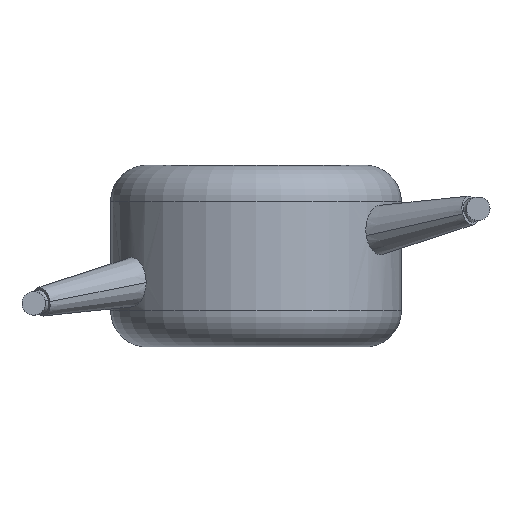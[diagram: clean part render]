
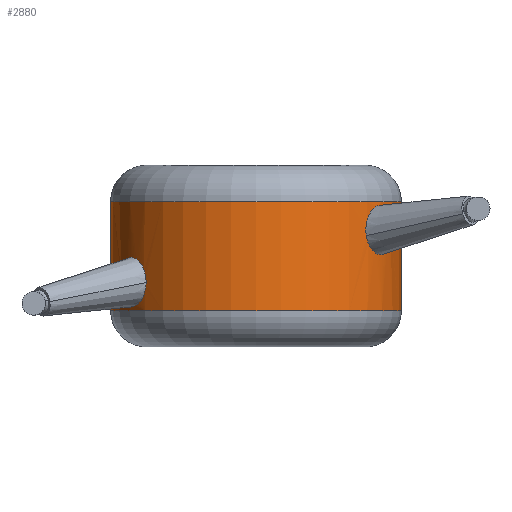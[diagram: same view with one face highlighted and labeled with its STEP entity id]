
A CAD part, front view. The second image highlights one B-rep face of the part: STEP entity #2880.
In plain terms, the highlighted cylindrical face has radius 4 mm (diameter 8 mm), a partial arc.
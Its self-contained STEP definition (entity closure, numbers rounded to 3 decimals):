
#1 = CARTESIAN_POINT ( 'NONE',  ( 3.047, -2.591, 2.974 ) ) ;
#15 = DIRECTION ( 'NONE',  ( 0., 0., -1. ) ) ;
#81 = CARTESIAN_POINT ( 'NONE',  ( -3.717, -1.478, 1.615 ) ) ;
#214 = CARTESIAN_POINT ( 'NONE',  ( 3.18, -2.428, 2.684 ) ) ;
#226 = CARTESIAN_POINT ( 'NONE',  ( 3.727, -1.453, 3.196 ) ) ;
#244 = FACE_OUTER_BOUND ( 'NONE', #796, .T. ) ;
#257 = CARTESIAN_POINT ( 'NONE',  ( 3.557, -1.831, 3.84 ) ) ;
#260 = AXIS2_PLACEMENT_3D ( 'NONE', #3470, #15, #3502 ) ;
#263 = DIRECTION ( 'NONE',  ( -1., 0., 0. ) ) ;
#276 = CARTESIAN_POINT ( 'NONE',  ( 4., 0., 4. ) ) ;
#335 = B_SPLINE_CURVE_WITH_KNOTS ( 'NONE', 3,
 ( #1722, #3676, #838, #257, #3726, #2033, #3377, #3165, #3507, #1489, #1499, #1197 ),
 .UNSPECIFIED., .F., .F.,
 ( 4, 2, 2, 2, 2, 4 ),
 ( 0.002, 0.002, 0.003, 0.003, 0.003, 0.004 ),
 .UNSPECIFIED. ) ;
#342 = CARTESIAN_POINT ( 'NONE',  ( -3.074, -2.563, 1.422 ) ) ;
#368 = CARTESIAN_POINT ( 'NONE',  ( -3.023, -2.62, 1.774 ) ) ;
#393 = EDGE_CURVE ( 'NONE', #1928, #1989, #1152, .T. ) ;
#424 = CARTESIAN_POINT ( 'NONE',  ( -3.223, -2.372, 2.386 ) ) ;
#445 = CARTESIAN_POINT ( 'NONE',  ( -4., 0., 5. ) ) ;
#450 = CARTESIAN_POINT ( 'NONE',  ( -3.021, -2.622, 1.953 ) ) ;
#632 = EDGE_CURVE ( 'NONE', #1111, #1928, #3177, .T. ) ;
#643 = CARTESIAN_POINT ( 'NONE',  ( -3.725, -1.459, 1.792 ) ) ;
#655 = CARTESIAN_POINT ( 'NONE',  ( -3.025, -2.618, 1.597 ) ) ;
#690 = CARTESIAN_POINT ( 'NONE',  ( 3.072, -2.563, 2.892 ) ) ;
#796 = EDGE_LOOP ( 'NONE', ( #3025, #1625, #2290, #3657 ) ) ;
#838 = CARTESIAN_POINT ( 'NONE',  ( 3.657, -1.628, 3.697 ) ) ;
#856 = EDGE_LOOP ( 'NONE', ( #2639, #1335 ) ) ;
#922 = CARTESIAN_POINT ( 'NONE',  ( -3.671, -1.589, 1.377 ) ) ;
#933 = VERTEX_POINT ( 'NONE', #3509 ) ;
#961 = CARTESIAN_POINT ( 'NONE',  ( 3.588, -1.777, 2.593 ) ) ;
#969 = DIRECTION ( 'NONE',  ( 0., 0., 1. ) ) ;
#974 = CARTESIAN_POINT ( 'NONE',  ( 4., 0., 5. ) ) ;
#994 = CARTESIAN_POINT ( 'NONE',  ( 4., 0., 1. ) ) ;
#996 = CYLINDRICAL_SURFACE ( 'NONE', #1658, 4. ) ;
#1111 = VERTEX_POINT ( 'NONE', #3102 ) ;
#1119 = CARTESIAN_POINT ( 'NONE',  ( -3.693, -1.537, 2.136 ) ) ;
#1143 = CIRCLE ( 'NONE', #260, 4. ) ;
#1148 = EDGE_CURVE ( 'NONE', #2834, #1111, #1143, .T. ) ;
#1152 = CIRCLE ( 'NONE', #3188, 4. ) ;
#1189 = CARTESIAN_POINT ( 'NONE',  ( 3.315, -2.244, 2.544 ) ) ;
#1197 = CARTESIAN_POINT ( 'NONE',  ( 3.034, -2.606, 3.062 ) ) ;
#1335 = ORIENTED_EDGE ( 'NONE', *, *, #2415, .F. ) ;
#1385 = FACE_BOUND ( 'NONE', #3022, .T. ) ;
#1396 = CARTESIAN_POINT ( 'NONE',  ( 3.725, -1.459, 3.288 ) ) ;
#1409 = CARTESIAN_POINT ( 'NONE',  ( -3.725, -1.459, 1.792 ) ) ;
#1450 = EDGE_CURVE ( 'NONE', #2838, #933, #3381, .T. ) ;
#1489 = CARTESIAN_POINT ( 'NONE',  ( 3.029, -2.614, 3.423 ) ) ;
#1499 = CARTESIAN_POINT ( 'NONE',  ( 3.008, -2.637, 3.236 ) ) ;
#1539 = CARTESIAN_POINT ( 'NONE',  ( -3.333, -2.218, 1.098 ) ) ;
#1563 = CARTESIAN_POINT ( 'NONE',  ( -3.069, -2.568, 2.132 ) ) ;
#1624 = VERTEX_POINT ( 'NONE', #3549 ) ;
#1625 = ORIENTED_EDGE ( 'NONE', *, *, #1148, .T. ) ;
#1658 = AXIS2_PLACEMENT_3D ( 'NONE', #3448, #2314, #263 ) ;
#1670 = CARTESIAN_POINT ( 'NONE',  ( -3.673, -1.584, 2.212 ) ) ;
#1722 = CARTESIAN_POINT ( 'NONE',  ( 3.716, -1.48, 3.374 ) ) ;
#1812 = CARTESIAN_POINT ( 'NONE',  ( -3.517, -1.914, 1.107 ) ) ;
#1834 = CARTESIAN_POINT ( 'NONE',  ( 0., 0., 1. ) ) ;
#1866 = CARTESIAN_POINT ( 'NONE',  ( 3.707, -1.504, 2.933 ) ) ;
#1874 = CARTESIAN_POINT ( 'NONE',  ( -3.023, -2.62, 1.774 ) ) ;
#1928 = VERTEX_POINT ( 'NONE', #3234 ) ;
#1958 = DIRECTION ( 'NONE',  ( 0., 0., -1. ) ) ;
#1989 = VERTEX_POINT ( 'NONE', #994 ) ;
#2033 = CARTESIAN_POINT ( 'NONE',  ( 3.431, -2.058, 3.903 ) ) ;
#2064 = EDGE_CURVE ( 'NONE', #2834, #1989, #2246, .T. ) ;
#2097 = CARTESIAN_POINT ( 'NONE',  ( 3.716, -1.48, 3.374 ) ) ;
#2105 = CARTESIAN_POINT ( 'NONE',  ( -3.691, -1.543, 1.451 ) ) ;
#2119 = DIRECTION ( 'NONE',  ( 0., 0., -1. ) ) ;
#2133 = CARTESIAN_POINT ( 'NONE',  ( -3.23, -2.363, 1.169 ) ) ;
#2143 = EDGE_CURVE ( 'NONE', #933, #2838, #2992, .T. ) ;
#2164 = VERTEX_POINT ( 'NONE', #2097 ) ;
#2190 = CARTESIAN_POINT ( 'NONE',  ( 3.034, -2.606, 3.062 ) ) ;
#2246 = LINE ( 'NONE', #974, #3202 ) ;
#2290 = ORIENTED_EDGE ( 'NONE', *, *, #632, .T. ) ;
#2314 = DIRECTION ( 'NONE',  ( 0., 0., -1. ) ) ;
#2318 = EDGE_CURVE ( 'NONE', #1624, #2164, #3218, .T. ) ;
#2325 = ORIENTED_EDGE ( 'NONE', *, *, #2143, .F. ) ;
#2415 = EDGE_CURVE ( 'NONE', #2164, #1624, #335, .T. ) ;
#2419 = CARTESIAN_POINT ( 'NONE',  ( 3.419, -2.084, 2.513 ) ) ;
#2434 = VECTOR ( 'NONE', #1958, 1000. ) ;
#2487 = CARTESIAN_POINT ( 'NONE',  ( 3.653, -1.633, 2.704 ) ) ;
#2639 = ORIENTED_EDGE ( 'NONE', *, *, #2318, .F. ) ;
#2831 = CARTESIAN_POINT ( 'NONE',  ( -3.719, -1.473, 1.972 ) ) ;
#2834 = VERTEX_POINT ( 'NONE', #276 ) ;
#2838 = VERTEX_POINT ( 'NONE', #3410 ) ;
#2880 = ADVANCED_FACE ( 'NONE', ( #244, #1385, #3584 ), #996, .T. ) ;
#2919 = DIRECTION ( 'NONE',  ( 1., 0., 0. ) ) ;
#2948 = CARTESIAN_POINT ( 'NONE',  ( -3.724, -1.46, 1.704 ) ) ;
#2971 = CARTESIAN_POINT ( 'NONE',  ( -3.327, -2.228, 2.462 ) ) ;
#2992 = B_SPLINE_CURVE_WITH_KNOTS ( 'NONE', 3,
 ( #1874, #450, #1563, #424, #2971, #3398, #3110, #1670, #1119, #2831, #3715, #1409 ),
 .UNSPECIFIED., .F., .F.,
 ( 4, 2, 2, 2, 2, 4 ),
 ( 0.001, 0.001, 0.002, 0.002, 0.002, 0.003 ),
 .UNSPECIFIED. ) ;
#3022 = EDGE_LOOP ( 'NONE', ( #2325, #3389 ) ) ;
#3025 = ORIENTED_EDGE ( 'NONE', *, *, #2064, .F. ) ;
#3045 = CARTESIAN_POINT ( 'NONE',  ( 3.716, -1.48, 3.374 ) ) ;
#3102 = CARTESIAN_POINT ( 'NONE',  ( -4., 0., 4. ) ) ;
#3110 = CARTESIAN_POINT ( 'NONE',  ( -3.594, -1.761, 2.398 ) ) ;
#3165 = CARTESIAN_POINT ( 'NONE',  ( 3.241, -2.35, 3.84 ) ) ;
#3177 = LINE ( 'NONE', #445, #2434 ) ;
#3188 = AXIS2_PLACEMENT_3D ( 'NONE', #1834, #969, #2919 ) ;
#3202 = VECTOR ( 'NONE', #2119, 1000. ) ;
#3218 = B_SPLINE_CURVE_WITH_KNOTS ( 'NONE', 3,
 ( #2190, #1, #690, #3432, #214, #1189, #2419, #961, #2487, #1866, #3498, #226, #1396, #3045 ),
 .UNSPECIFIED., .F., .F.,
 ( 4, 2, 2, 2, 2, 2, 4 ),
 ( 0.004, 0.004, 0.004, 0.005, 0.005, 0.006, 0.006 ),
 .UNSPECIFIED. ) ;
#3234 = CARTESIAN_POINT ( 'NONE',  ( -4., 0., 1. ) ) ;
#3235 = CARTESIAN_POINT ( 'NONE',  ( -3.594, -1.76, 1.185 ) ) ;
#3377 = CARTESIAN_POINT ( 'NONE',  ( 3.384, -2.134, 3.901 ) ) ;
#3381 = B_SPLINE_CURVE_WITH_KNOTS ( 'NONE', 3,
 ( #643, #2948, #81, #2105, #922, #3235, #1812, #1539, #2133, #342, #655, #368 ),
 .UNSPECIFIED., .F., .F.,
 ( 4, 2, 2, 2, 2, 4 ),
 ( 0.003, 0.003, 0.003, 0.004, 0.004, 0.005 ),
 .UNSPECIFIED. ) ;
#3389 = ORIENTED_EDGE ( 'NONE', *, *, #1450, .F. ) ;
#3398 = CARTESIAN_POINT ( 'NONE',  ( -3.513, -1.921, 2.467 ) ) ;
#3410 = CARTESIAN_POINT ( 'NONE',  ( -3.725, -1.459, 1.792 ) ) ;
#3432 = CARTESIAN_POINT ( 'NONE',  ( 3.138, -2.481, 2.746 ) ) ;
#3448 = CARTESIAN_POINT ( 'NONE',  ( 0., 0., 5. ) ) ;
#3470 = CARTESIAN_POINT ( 'NONE',  ( 0., 0., 4. ) ) ;
#3498 = CARTESIAN_POINT ( 'NONE',  ( 3.718, -1.476, 3.019 ) ) ;
#3502 = DIRECTION ( 'NONE',  ( 1., 0., 0. ) ) ;
#3507 = CARTESIAN_POINT ( 'NONE',  ( 3.146, -2.472, 3.726 ) ) ;
#3509 = CARTESIAN_POINT ( 'NONE',  ( -3.023, -2.62, 1.774 ) ) ;
#3549 = CARTESIAN_POINT ( 'NONE',  ( 3.034, -2.606, 3.062 ) ) ;
#3584 = FACE_BOUND ( 'NONE', #856, .T. ) ;
#3657 = ORIENTED_EDGE ( 'NONE', *, *, #393, .T. ) ;
#3676 = CARTESIAN_POINT ( 'NONE',  ( 3.699, -1.523, 3.545 ) ) ;
#3715 = CARTESIAN_POINT ( 'NONE',  ( -3.725, -1.457, 1.881 ) ) ;
#3726 = CARTESIAN_POINT ( 'NONE',  ( 3.518, -1.905, 3.872 ) ) ;
